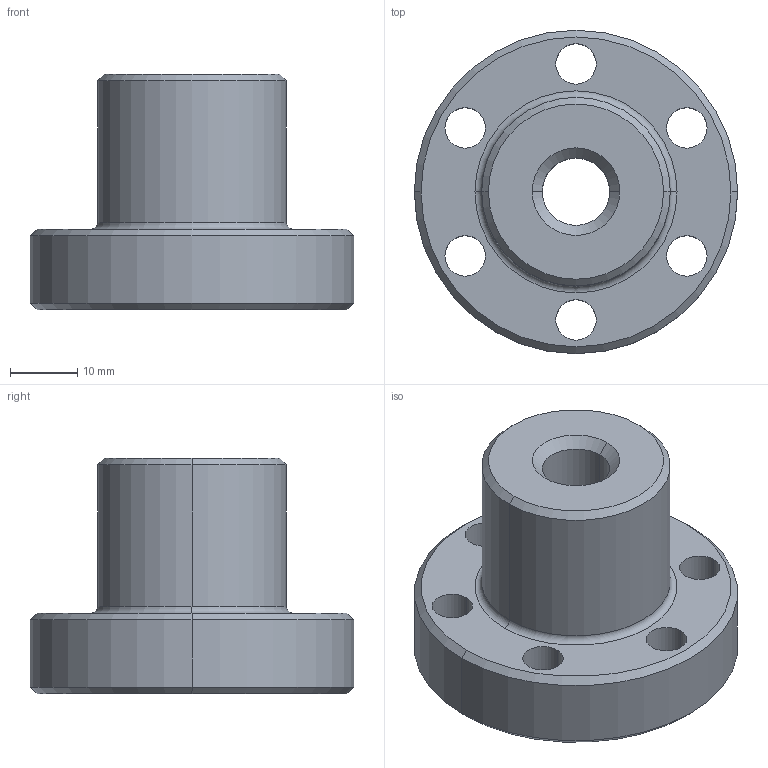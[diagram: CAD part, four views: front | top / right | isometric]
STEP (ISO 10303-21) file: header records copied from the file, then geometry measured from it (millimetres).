
FILE_DESCRIPTION (( 'STEP AP214' ), '1' );
FILE_NAME ('27094 - TR12x3 RG7 Einbaufertig.STEP', '2025-10-22T08:32:22', ( '' ), ( '' ), 'SwSTEP 2.0', 'SolidWorks 2024', '' );
FILE_SCHEMA (( 'AUTOMOTIVE_DESIGN' ));
Length unit declared in the file: millimetre
Products named in the file (1): 27094 - TR12x3 RG7 Einbaufertig
Bounding box: 48 x 48 x 35 mm (x, y, z)
Volume: 30842.1 mm3; surface area: 9093.4 mm2
Topology: 1 solids, 1 shells, 33 faces, 78 edges, 48 vertices
Faces by surface type: cylinder 18, cone 10, plane 3, torus 2
Entity records: 1017 total; most frequent: DIRECTION 196, CARTESIAN_POINT 160, ORIENTED_EDGE 156, AXIS2_PLACEMENT_3D 84, EDGE_CURVE 78, CIRCLE 50, EDGE_LOOP 48, VERTEX_POINT 48
